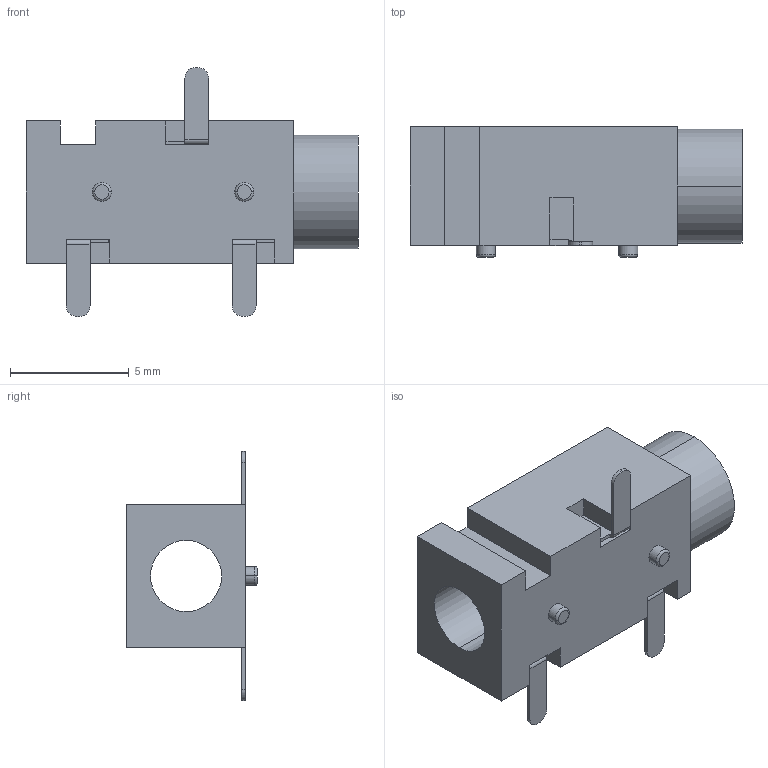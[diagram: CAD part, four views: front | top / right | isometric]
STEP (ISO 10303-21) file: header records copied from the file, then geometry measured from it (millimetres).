
FILE_DESCRIPTION (( 'STEP AP214' ), '1' );
FILE_NAME ('PJ-320B.STEP', '2021-06-11T03:01:32', ( '' ), ( '' ), 'SwSTEP 2.0', 'SolidWorks 2017', '' );
FILE_SCHEMA (( 'AUTOMOTIVE_DESIGN' ));
Length unit declared in the file: millimetre
Products named in the file (1): PJ-320B
Bounding box: 14 x 5.5 x 10.5 mm (x, y, z)
Volume: 263.3 mm3; surface area: 598.5 mm2
Topology: 7 solids, 7 shells, 151 faces, 362 edges, 232 vertices
Faces by surface type: plane 119, cylinder 28, torus 4
Entity records: 4408 total; most frequent: CARTESIAN_POINT 746, DIRECTION 730, ORIENTED_EDGE 724, EDGE_CURVE 362, LINE 298, VECTOR 298, VERTEX_POINT 232, AXIS2_PLACEMENT_3D 216
